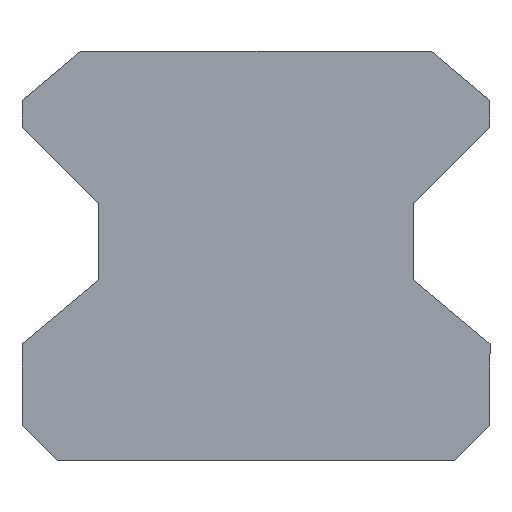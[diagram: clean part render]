
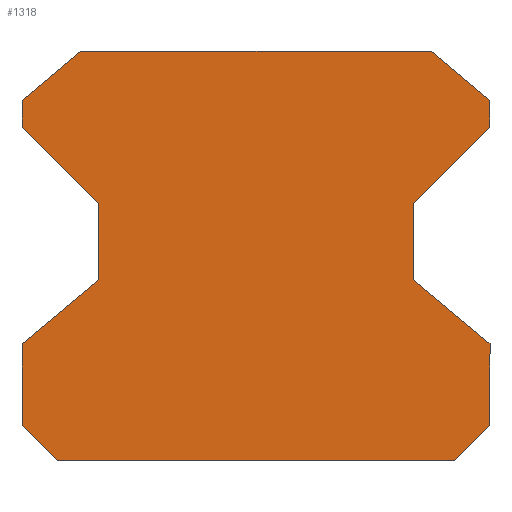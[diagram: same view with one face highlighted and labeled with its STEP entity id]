
A CAD part, front view. The second image highlights one B-rep face of the part: STEP entity #1318.
In plain terms, the highlighted planar face has unit normal (0, -1, 0).
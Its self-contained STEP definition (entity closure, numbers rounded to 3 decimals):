
#112=PLANE('',#1490);
#190=FACE_OUTER_BOUND('',#328,.T.);
#328=EDGE_LOOP('',(#1185,#1186,#1187,#1188,#1189,#1190,#1191,#1192,#1193,
#1194,#1195,#1196,#1197,#1198,#1199,#1200));
#369=LINE('',#2161,#457);
#373=LINE('',#2169,#461);
#376=LINE('',#2175,#464);
#379=LINE('',#2181,#467);
#382=LINE('',#2187,#470);
#385=LINE('',#2193,#473);
#388=LINE('',#2199,#476);
#391=LINE('',#2205,#479);
#394=LINE('',#2211,#482);
#397=LINE('',#2217,#485);
#400=LINE('',#2223,#488);
#403=LINE('',#2229,#491);
#406=LINE('',#2235,#494);
#409=LINE('',#2241,#497);
#412=LINE('',#2247,#500);
#415=LINE('',#2252,#503);
#457=VECTOR('',#1815,10.);
#461=VECTOR('',#1821,10.);
#464=VECTOR('',#1826,10.);
#467=VECTOR('',#1831,10.);
#470=VECTOR('',#1836,10.);
#473=VECTOR('',#1841,10.);
#476=VECTOR('',#1846,10.);
#479=VECTOR('',#1851,10.);
#482=VECTOR('',#1856,10.);
#485=VECTOR('',#1861,10.);
#488=VECTOR('',#1866,10.);
#491=VECTOR('',#1871,10.);
#494=VECTOR('',#1876,10.);
#497=VECTOR('',#1881,10.);
#500=VECTOR('',#1886,10.);
#503=VECTOR('',#1891,10.);
#665=VERTEX_POINT('',#2159);
#666=VERTEX_POINT('',#2160);
#669=VERTEX_POINT('',#2168);
#671=VERTEX_POINT('',#2174);
#673=VERTEX_POINT('',#2180);
#675=VERTEX_POINT('',#2186);
#677=VERTEX_POINT('',#2192);
#679=VERTEX_POINT('',#2198);
#681=VERTEX_POINT('',#2204);
#683=VERTEX_POINT('',#2210);
#685=VERTEX_POINT('',#2216);
#687=VERTEX_POINT('',#2222);
#689=VERTEX_POINT('',#2228);
#691=VERTEX_POINT('',#2234);
#693=VERTEX_POINT('',#2240);
#695=VERTEX_POINT('',#2246);
#817=EDGE_CURVE('',#665,#666,#369,.T.);
#821=EDGE_CURVE('',#666,#669,#373,.T.);
#824=EDGE_CURVE('',#669,#671,#376,.T.);
#827=EDGE_CURVE('',#671,#673,#379,.T.);
#830=EDGE_CURVE('',#673,#675,#382,.T.);
#833=EDGE_CURVE('',#675,#677,#385,.T.);
#836=EDGE_CURVE('',#677,#679,#388,.T.);
#839=EDGE_CURVE('',#681,#679,#391,.T.);
#842=EDGE_CURVE('',#683,#681,#394,.T.);
#845=EDGE_CURVE('',#685,#683,#397,.T.);
#848=EDGE_CURVE('',#687,#685,#400,.T.);
#851=EDGE_CURVE('',#689,#687,#403,.T.);
#854=EDGE_CURVE('',#691,#689,#406,.T.);
#857=EDGE_CURVE('',#693,#691,#409,.T.);
#860=EDGE_CURVE('',#695,#693,#412,.T.);
#863=EDGE_CURVE('',#665,#695,#415,.T.);
#1185=ORIENTED_EDGE('',*,*,#863,.F.);
#1186=ORIENTED_EDGE('',*,*,#817,.T.);
#1187=ORIENTED_EDGE('',*,*,#821,.T.);
#1188=ORIENTED_EDGE('',*,*,#824,.T.);
#1189=ORIENTED_EDGE('',*,*,#827,.T.);
#1190=ORIENTED_EDGE('',*,*,#830,.T.);
#1191=ORIENTED_EDGE('',*,*,#833,.T.);
#1192=ORIENTED_EDGE('',*,*,#836,.T.);
#1193=ORIENTED_EDGE('',*,*,#839,.F.);
#1194=ORIENTED_EDGE('',*,*,#842,.F.);
#1195=ORIENTED_EDGE('',*,*,#845,.F.);
#1196=ORIENTED_EDGE('',*,*,#848,.F.);
#1197=ORIENTED_EDGE('',*,*,#851,.F.);
#1198=ORIENTED_EDGE('',*,*,#854,.F.);
#1199=ORIENTED_EDGE('',*,*,#857,.F.);
#1200=ORIENTED_EDGE('',*,*,#860,.F.);
#1318=ADVANCED_FACE('',(#190),#112,.F.);
#1490=AXIS2_PLACEMENT_3D('',#2255,#1895,#1896);
#1815=DIRECTION('',(0.707,0.,0.707));
#1821=DIRECTION('',(0.,0.,1.));
#1826=DIRECTION('',(-0.766,0.,0.643));
#1831=DIRECTION('',(0.,0.,1.));
#1836=DIRECTION('',(0.707,0.,0.707));
#1841=DIRECTION('',(0.,0.,1.));
#1846=DIRECTION('',(-0.766,0.,0.643));
#1851=DIRECTION('',(1.,0.,0.));
#1856=DIRECTION('',(0.766,0.,0.643));
#1861=DIRECTION('',(0.,0.,1.));
#1866=DIRECTION('',(-0.707,0.,0.707));
#1871=DIRECTION('',(0.,0.,1.));
#1876=DIRECTION('',(0.766,0.,0.643));
#1881=DIRECTION('',(0.,0.,1.));
#1886=DIRECTION('',(-0.707,0.,0.707));
#1891=DIRECTION('',(-1.,0.,0.));
#1895=DIRECTION('center_axis',(0.,1.,0.));
#1896=DIRECTION('ref_axis',(1.,0.,0.));
#2159=CARTESIAN_POINT('',(-4.706,0.,-22.66));
#2160=CARTESIAN_POINT('',(-3.206,0.,-21.16));
#2161=CARTESIAN_POINT('',(-4.706,0.,-22.66));
#2168=CARTESIAN_POINT('',(-3.206,0.,-17.66));
#2169=CARTESIAN_POINT('',(-3.206,0.,-21.16));
#2174=CARTESIAN_POINT('',(-6.456,0.,-14.933));
#2175=CARTESIAN_POINT('',(-3.206,0.,-17.66));
#2180=CARTESIAN_POINT('',(-6.456,0.,-11.66));
#2181=CARTESIAN_POINT('',(-6.456,0.,-14.933));
#2186=CARTESIAN_POINT('',(-3.206,0.,-8.41));
#2187=CARTESIAN_POINT('',(-6.456,0.,-11.66));
#2192=CARTESIAN_POINT('',(-3.206,0.,-7.258));
#2193=CARTESIAN_POINT('',(-3.206,0.,-8.41));
#2198=CARTESIAN_POINT('',(-5.706,0.,-5.16));
#2199=CARTESIAN_POINT('',(-3.206,0.,-7.258));
#2204=CARTESIAN_POINT('',(-20.706,0.,-5.16));
#2205=CARTESIAN_POINT('',(-20.706,0.,-5.16));
#2210=CARTESIAN_POINT('',(-23.206,0.,-7.258));
#2211=CARTESIAN_POINT('',(-23.206,0.,-7.258));
#2216=CARTESIAN_POINT('',(-23.206,0.,-8.41));
#2217=CARTESIAN_POINT('',(-23.206,0.,-8.41));
#2222=CARTESIAN_POINT('',(-19.956,0.,-11.66));
#2223=CARTESIAN_POINT('',(-19.956,0.,-11.66));
#2228=CARTESIAN_POINT('',(-19.956,0.,-14.933));
#2229=CARTESIAN_POINT('',(-19.956,0.,-14.933));
#2234=CARTESIAN_POINT('',(-23.206,0.,-17.66));
#2235=CARTESIAN_POINT('',(-23.206,0.,-17.66));
#2240=CARTESIAN_POINT('',(-23.206,0.,-21.16));
#2241=CARTESIAN_POINT('',(-23.206,0.,-21.16));
#2246=CARTESIAN_POINT('',(-21.706,0.,-22.66));
#2247=CARTESIAN_POINT('',(-21.706,0.,-22.66));
#2252=CARTESIAN_POINT('',(-13.206,0.,-22.66));
#2255=CARTESIAN_POINT('Origin',(-13.206,0.,-13.91));
